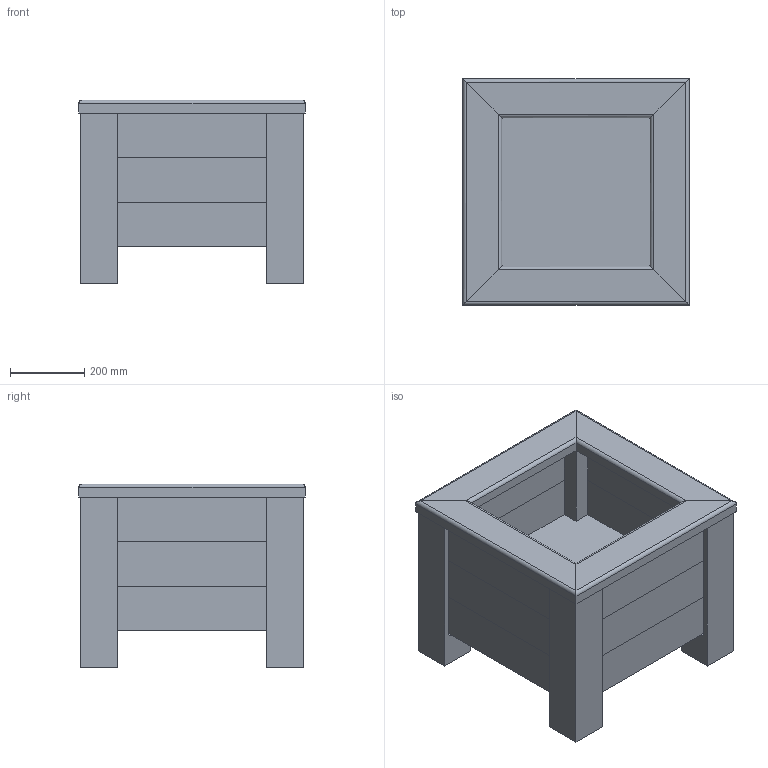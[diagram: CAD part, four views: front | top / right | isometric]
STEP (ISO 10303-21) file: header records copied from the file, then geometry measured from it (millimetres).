
FILE_DESCRIPTION(/* description */ (''),/* implementation_level */ '2;1');
FILE_NAME(/* name */ 'BB Milano 60x60x50 3D.stp',/* time_stamp */ '2021-10-08T13:22:10+02:00',/* author */ ('vital'),/* organization */ (''),/* preprocessor_version */ 'ST-DEVELOPER v18.1',/* originating_system */ 'Autodesk Inventor 2022',/* authorisation */ '');
FILE_SCHEMA (('AUTOMOTIVE_DESIGN { 1 0 10303 214 3 1 1 }'));
Length unit declared in the file: millimetre
Products named in the file (1): BB Milano 60x60x50 3D
Bounding box: 610 x 610 x 495 mm (x, y, z)
Volume: 58499371.3 mm3; surface area: 4216449 mm2
Topology: 25 solids, 25 shells, 210 faces, 480 edges, 320 vertices
Faces by surface type: plane 186, cylinder 24
Entity records: 6088 total; most frequent: CARTESIAN_POINT 1011, ORIENTED_EDGE 960, DIRECTION 950, EDGE_CURVE 480, LINE 432, VECTOR 432, VERTEX_POINT 320, AXIS2_PLACEMENT_3D 259
